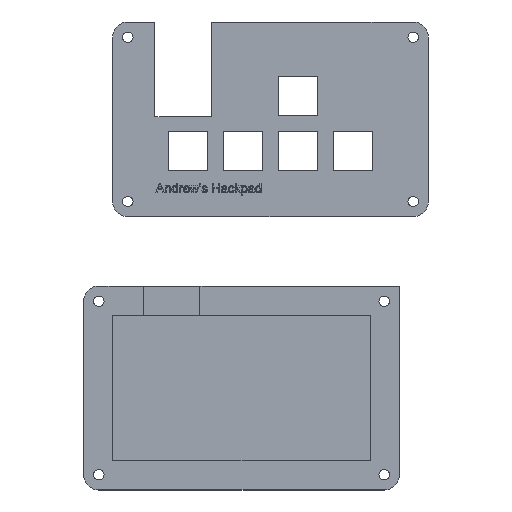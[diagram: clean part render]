
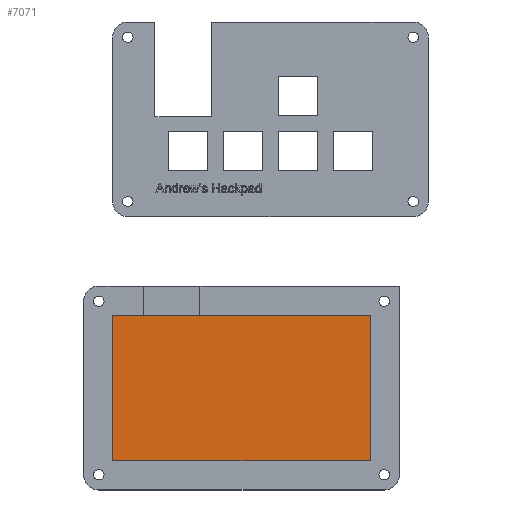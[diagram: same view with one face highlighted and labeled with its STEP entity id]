
A CAD part, top view. The second image highlights one B-rep face of the part: STEP entity #7071.
In plain terms, the highlighted planar face has unit normal (0, 0, 1).
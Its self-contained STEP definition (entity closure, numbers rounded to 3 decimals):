
#699=PLANE('',#7503);
#874=FACE_OUTER_BOUND('',#1272,.T.);
#1272=EDGE_LOOP('',(#4921,#4922,#4923,#4924));
#1734=LINE('',#8921,#2382);
#1736=LINE('',#8925,#2384);
#1737=LINE('',#8927,#2385);
#1738=LINE('',#8928,#2386);
#2382=VECTOR('',#7792,10.);
#2384=VECTOR('',#7796,10.);
#2385=VECTOR('',#7797,10.);
#2386=VECTOR('',#7798,10.);
#3068=VERTEX_POINT('',#8918);
#3069=VERTEX_POINT('',#8920);
#3070=VERTEX_POINT('',#8924);
#3071=VERTEX_POINT('',#8926);
#3806=EDGE_CURVE('',#3068,#3069,#1734,.T.);
#3808=EDGE_CURVE('',#3070,#3068,#1736,.T.);
#3809=EDGE_CURVE('',#3071,#3070,#1737,.T.);
#3810=EDGE_CURVE('',#3069,#3071,#1738,.T.);
#4921=ORIENTED_EDGE('',*,*,#3808,.F.);
#4922=ORIENTED_EDGE('',*,*,#3809,.F.);
#4923=ORIENTED_EDGE('',*,*,#3810,.F.);
#4924=ORIENTED_EDGE('',*,*,#3806,.F.);
#7071=ADVANCED_FACE('',(#874),#699,.T.);
#7503=AXIS2_PLACEMENT_3D('',#8923,#7794,#7795);
#7792=DIRECTION('',(1.,0.,0.));
#7794=DIRECTION('center_axis',(0.,0.,1.));
#7795=DIRECTION('ref_axis',(1.,0.,0.));
#7796=DIRECTION('',(0.,1.,0.));
#7797=DIRECTION('',(-1.,0.,0.));
#7798=DIRECTION('',(0.,-1.,0.));
#8918=CARTESIAN_POINT('',(0.,47.8,3.));
#8920=CARTESIAN_POINT('',(84.45,47.8,3.));
#8921=CARTESIAN_POINT('',(21.113,47.8,3.));
#8923=CARTESIAN_POINT('Origin',(42.225,23.9,3.));
#8924=CARTESIAN_POINT('',(0.,0.,3.));
#8925=CARTESIAN_POINT('',(0.,11.95,3.));
#8926=CARTESIAN_POINT('',(84.45,0.,3.));
#8927=CARTESIAN_POINT('',(63.338,0.,3.));
#8928=CARTESIAN_POINT('',(84.45,35.85,3.));
